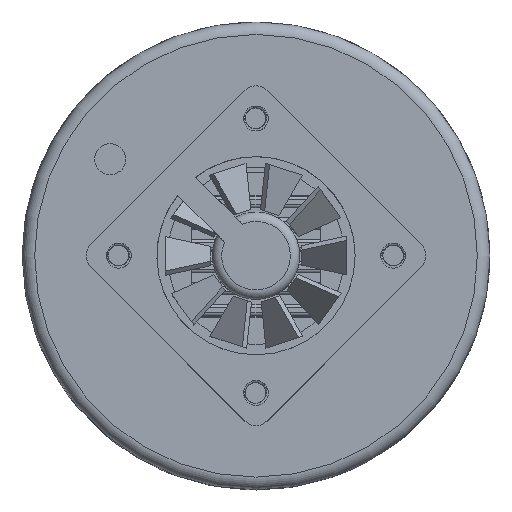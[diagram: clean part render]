
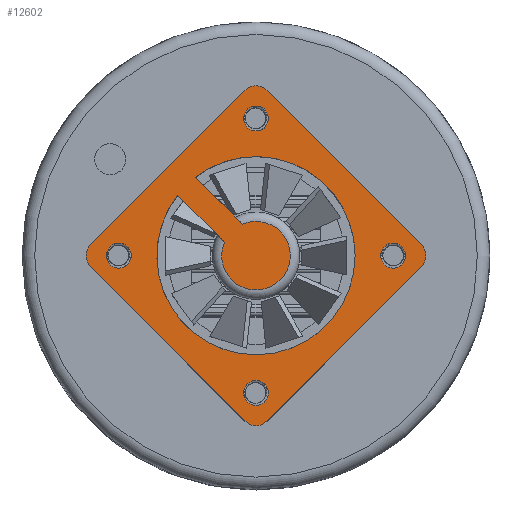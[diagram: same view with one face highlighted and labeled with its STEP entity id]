
A CAD part, top view. The second image highlights one B-rep face of the part: STEP entity #12602.
In plain terms, the highlighted planar face has unit normal (0, 0, 1).
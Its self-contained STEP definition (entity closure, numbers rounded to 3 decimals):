
#1082=FACE_BOUND('',#3124,.T.);
#1083=FACE_BOUND('',#3125,.T.);
#1084=FACE_BOUND('',#3126,.T.);
#1085=FACE_BOUND('',#3127,.T.);
#1086=FACE_BOUND('',#3128,.T.);
#1271=CIRCLE('',#13471,5.5);
#1275=CIRCLE('',#13478,2.5);
#1276=CIRCLE('',#13479,2.5);
#1277=CIRCLE('',#13480,2.5);
#1278=CIRCLE('',#13481,2.5);
#1279=CIRCLE('',#13482,15.896);
#1280=CIRCLE('',#13483,15.896);
#1281=CIRCLE('',#13484,2.);
#1282=CIRCLE('',#13485,2.);
#1283=CIRCLE('',#13486,2.);
#1284=CIRCLE('',#13487,2.);
#2359=FACE_OUTER_BOUND('',#3123,.T.);
#3123=EDGE_LOOP('',(#11298,#11299,#11300,#11301,#11302,#11303,#11304,#11305));
#3124=EDGE_LOOP('',(#11306,#11307,#11308,#11309,#11310));
#3125=EDGE_LOOP('',(#11311));
#3126=EDGE_LOOP('',(#11312));
#3127=EDGE_LOOP('',(#11313));
#3128=EDGE_LOOP('',(#11314));
#3798=LINE('',#49158,#4589);
#3802=LINE('',#49191,#4593);
#3804=LINE('',#49205,#4595);
#3805=LINE('',#49209,#4596);
#3806=LINE('',#49213,#4597);
#3807=LINE('',#49217,#4598);
#4589=VECTOR('',#15625,10.);
#4593=VECTOR('',#15637,10.);
#4595=VECTOR('',#15655,10.);
#4596=VECTOR('',#15658,10.);
#4597=VECTOR('',#15661,10.);
#4598=VECTOR('',#15664,10.);
#5905=VERTEX_POINT('',#49154);
#5907=VERTEX_POINT('',#49157);
#5911=VERTEX_POINT('',#49178);
#5912=VERTEX_POINT('',#49180);
#5915=VERTEX_POINT('',#49203);
#5916=VERTEX_POINT('',#49204);
#5917=VERTEX_POINT('',#49206);
#5918=VERTEX_POINT('',#49208);
#5919=VERTEX_POINT('',#49210);
#5920=VERTEX_POINT('',#49212);
#5921=VERTEX_POINT('',#49214);
#5922=VERTEX_POINT('',#49216);
#5923=VERTEX_POINT('',#49219);
#5924=VERTEX_POINT('',#49222);
#5925=VERTEX_POINT('',#49224);
#5926=VERTEX_POINT('',#49226);
#5927=VERTEX_POINT('',#49228);
#7728=EDGE_CURVE('',#5905,#5907,#3798,.T.);
#7736=EDGE_CURVE('',#5912,#5911,#3802,.T.);
#7737=EDGE_CURVE('',#5907,#5912,#1271,.T.);
#7742=EDGE_CURVE('',#5915,#5916,#3804,.T.);
#7743=EDGE_CURVE('',#5916,#5917,#1275,.T.);
#7744=EDGE_CURVE('',#5917,#5918,#3805,.T.);
#7745=EDGE_CURVE('',#5918,#5919,#1276,.T.);
#7746=EDGE_CURVE('',#5919,#5920,#3806,.T.);
#7747=EDGE_CURVE('',#5920,#5921,#1277,.T.);
#7748=EDGE_CURVE('',#5921,#5922,#3807,.T.);
#7749=EDGE_CURVE('',#5922,#5915,#1278,.T.);
#7750=EDGE_CURVE('',#5905,#5923,#1279,.T.);
#7751=EDGE_CURVE('',#5923,#5911,#1280,.T.);
#7752=EDGE_CURVE('',#5924,#5924,#1281,.T.);
#7753=EDGE_CURVE('',#5925,#5925,#1282,.T.);
#7754=EDGE_CURVE('',#5926,#5926,#1283,.T.);
#7755=EDGE_CURVE('',#5927,#5927,#1284,.T.);
#11298=ORIENTED_EDGE('',*,*,#7742,.T.);
#11299=ORIENTED_EDGE('',*,*,#7743,.T.);
#11300=ORIENTED_EDGE('',*,*,#7744,.T.);
#11301=ORIENTED_EDGE('',*,*,#7745,.T.);
#11302=ORIENTED_EDGE('',*,*,#7746,.T.);
#11303=ORIENTED_EDGE('',*,*,#7747,.T.);
#11304=ORIENTED_EDGE('',*,*,#7748,.T.);
#11305=ORIENTED_EDGE('',*,*,#7749,.T.);
#11306=ORIENTED_EDGE('',*,*,#7750,.T.);
#11307=ORIENTED_EDGE('',*,*,#7751,.T.);
#11308=ORIENTED_EDGE('',*,*,#7736,.F.);
#11309=ORIENTED_EDGE('',*,*,#7737,.F.);
#11310=ORIENTED_EDGE('',*,*,#7728,.F.);
#11311=ORIENTED_EDGE('',*,*,#7752,.T.);
#11312=ORIENTED_EDGE('',*,*,#7753,.T.);
#11313=ORIENTED_EDGE('',*,*,#7754,.T.);
#11314=ORIENTED_EDGE('',*,*,#7755,.T.);
#11931=PLANE('',#13477);
#12602=ADVANCED_FACE('',(#2359,#1082,#1083,#1084,#1085,#1086),#11931,.T.);
#13471=AXIS2_PLACEMENT_3D('',#49193,#15640,#15641);
#13477=AXIS2_PLACEMENT_3D('',#49202,#15653,#15654);
#13478=AXIS2_PLACEMENT_3D('',#49207,#15656,#15657);
#13479=AXIS2_PLACEMENT_3D('',#49211,#15659,#15660);
#13480=AXIS2_PLACEMENT_3D('',#49215,#15662,#15663);
#13481=AXIS2_PLACEMENT_3D('',#49218,#15665,#15666);
#13482=AXIS2_PLACEMENT_3D('',#49220,#15667,#15668);
#13483=AXIS2_PLACEMENT_3D('',#49221,#15669,#15670);
#13484=AXIS2_PLACEMENT_3D('',#49223,#15671,#15672);
#13485=AXIS2_PLACEMENT_3D('',#49225,#15673,#15674);
#13486=AXIS2_PLACEMENT_3D('',#49227,#15675,#15676);
#13487=AXIS2_PLACEMENT_3D('',#49229,#15677,#15678);
#15625=DIRECTION('',(0.707,-0.707,0.));
#15637=DIRECTION('',(-0.707,0.707,0.));
#15640=DIRECTION('center_axis',(0.,0.,-1.));
#15641=DIRECTION('ref_axis',(-1.,0.,0.));
#15653=DIRECTION('center_axis',(0.,0.,1.));
#15654=DIRECTION('ref_axis',(-1.,0.,0.));
#15655=DIRECTION('',(0.707,-0.707,0.));
#15656=DIRECTION('center_axis',(0.,0.,1.));
#15657=DIRECTION('ref_axis',(-1.,0.,0.));
#15658=DIRECTION('',(0.707,0.707,0.));
#15659=DIRECTION('center_axis',(0.,0.,1.));
#15660=DIRECTION('ref_axis',(-1.,0.,0.));
#15661=DIRECTION('',(-0.707,0.707,0.));
#15662=DIRECTION('center_axis',(0.,0.,1.));
#15663=DIRECTION('ref_axis',(-1.,0.,0.));
#15664=DIRECTION('',(-0.707,-0.707,0.));
#15665=DIRECTION('center_axis',(0.,0.,1.));
#15666=DIRECTION('ref_axis',(-1.,0.,0.));
#15667=DIRECTION('center_axis',(0.,0.,-1.));
#15668=DIRECTION('ref_axis',(-1.,0.,0.));
#15669=DIRECTION('center_axis',(0.,0.,-1.));
#15670=DIRECTION('ref_axis',(-1.,0.,0.));
#15671=DIRECTION('center_axis',(0.,0.,-1.));
#15672=DIRECTION('ref_axis',(-1.,0.,0.));
#15673=DIRECTION('center_axis',(0.,0.,-1.));
#15674=DIRECTION('ref_axis',(-1.,0.,0.));
#15675=DIRECTION('center_axis',(0.,0.,-1.));
#15676=DIRECTION('ref_axis',(-1.,0.,0.));
#15677=DIRECTION('center_axis',(0.,0.,-1.));
#15678=DIRECTION('ref_axis',(-1.,0.,0.));
#49154=CARTESIAN_POINT('',(-9.711,12.584,36.));
#49157=CARTESIAN_POINT('',(-2.178,5.051,36.));
#49158=CARTESIAN_POINT('',(-11.518,14.39,36.));
#49178=CARTESIAN_POINT('',(-12.584,9.711,36.));
#49180=CARTESIAN_POINT('',(-5.051,2.178,36.));
#49191=CARTESIAN_POINT('',(-1.424,-1.449,36.));
#49193=CARTESIAN_POINT('Origin',(0.,0.,36.));
#49202=CARTESIAN_POINT('Origin',(0.,0.,
36.));
#49203=CARTESIAN_POINT('',(-26.517,-1.768,36.));
#49204=CARTESIAN_POINT('',(-1.768,-26.517,36.));
#49205=CARTESIAN_POINT('',(-28.284,0.,36.));
#49206=CARTESIAN_POINT('',(1.768,-26.517,36.));
#49207=CARTESIAN_POINT('Origin',(0.,-24.749,
36.));
#49208=CARTESIAN_POINT('',(26.517,-1.768,36.));
#49209=CARTESIAN_POINT('',(0.,-28.284,36.));
#49210=CARTESIAN_POINT('',(26.517,1.768,36.));
#49211=CARTESIAN_POINT('Origin',(24.749,0.,
36.));
#49212=CARTESIAN_POINT('',(1.768,26.517,36.));
#49213=CARTESIAN_POINT('',(28.284,0.,36.));
#49214=CARTESIAN_POINT('',(-1.768,26.517,36.));
#49215=CARTESIAN_POINT('Origin',(0.,24.749,
36.));
#49216=CARTESIAN_POINT('',(-26.517,1.768,36.));
#49217=CARTESIAN_POINT('',(0.,28.284,36.));
#49218=CARTESIAN_POINT('Origin',(-24.749,0.,
36.));
#49219=CARTESIAN_POINT('',(15.896,0.,36.));
#49220=CARTESIAN_POINT('Origin',(0.,0.,36.));
#49221=CARTESIAN_POINT('Origin',(0.,0.,36.));
#49222=CARTESIAN_POINT('',(-20.,0.,36.));
#49223=CARTESIAN_POINT('Origin',(-22.,0.,36.));
#49224=CARTESIAN_POINT('',(2.,22.,36.));
#49225=CARTESIAN_POINT('Origin',(0.,22.,36.));
#49226=CARTESIAN_POINT('',(2.,-22.,36.));
#49227=CARTESIAN_POINT('Origin',(0.,-22.,36.));
#49228=CARTESIAN_POINT('',(24.,0.,36.));
#49229=CARTESIAN_POINT('Origin',(22.,0.,36.));
